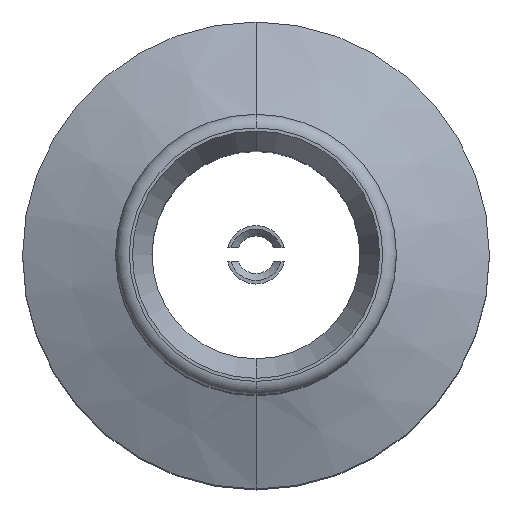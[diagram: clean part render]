
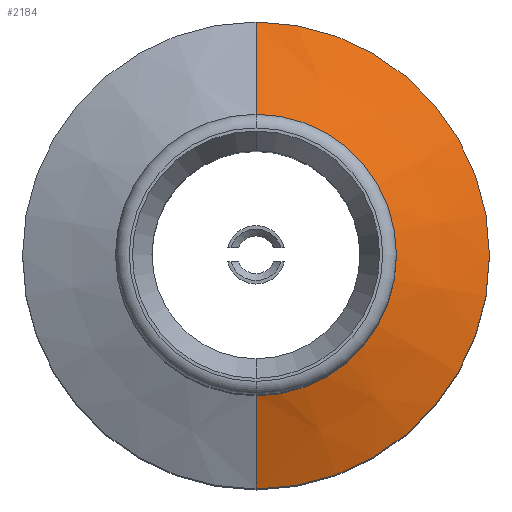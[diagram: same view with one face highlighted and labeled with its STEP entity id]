
A CAD part, top view. The second image highlights one B-rep face of the part: STEP entity #2184.
In plain terms, the highlighted conical face has half-angle 67.858 degrees and reference radius 3.4 mm.
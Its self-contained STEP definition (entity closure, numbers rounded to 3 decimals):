
#2 = CARTESIAN_POINT ( 'NONE',  ( 0., 3.4, 12.949 ) ) ;
#66 = VERTEX_POINT ( 'NONE', #1573 ) ;
#181 = ORIENTED_EDGE ( 'NONE', *, *, #1133, .T. ) ;
#300 = DIRECTION ( 'NONE',  ( 0., 0., -1. ) ) ;
#429 = EDGE_LOOP ( 'NONE', ( #181, #1099, #917, #1153 ) ) ;
#439 = CONICAL_SURFACE ( 'NONE', #1763, 3.4, 1.184 ) ;
#486 = CARTESIAN_POINT ( 'NONE',  ( 0., 0., 12.949 ) ) ;
#652 = CARTESIAN_POINT ( 'NONE',  ( 0., 2.045, 13.5 ) ) ;
#663 = VERTEX_POINT ( 'NONE', #2 ) ;
#672 = DIRECTION ( 'NONE',  ( 0., 1., 0. ) ) ;
#689 = CARTESIAN_POINT ( 'NONE',  ( 0., 0., 12.949 ) ) ;
#881 = FACE_OUTER_BOUND ( 'NONE', #429, .T. ) ;
#917 = ORIENTED_EDGE ( 'NONE', *, *, #1426, .F. ) ;
#1039 = CARTESIAN_POINT ( 'NONE',  ( 0., -2.045, 13.5 ) ) ;
#1041 = CARTESIAN_POINT ( 'NONE',  ( 0., -3.4, 12.949 ) ) ;
#1058 = DIRECTION ( 'NONE',  ( 0., 0., -1. ) ) ;
#1099 = ORIENTED_EDGE ( 'NONE', *, *, #1853, .T. ) ;
#1114 = VECTOR ( 'NONE', #1890, 1000. ) ;
#1133 = EDGE_CURVE ( 'NONE', #2270, #2321, #1883, .T. ) ;
#1142 = DIRECTION ( 'NONE',  ( 0., 0., -1. ) ) ;
#1153 = ORIENTED_EDGE ( 'NONE', *, *, #1704, .F. ) ;
#1301 = AXIS2_PLACEMENT_3D ( 'NONE', #1667, #1142, #2200 ) ;
#1380 = CARTESIAN_POINT ( 'NONE',  ( 0., 3.4, 12.949 ) ) ;
#1426 = EDGE_CURVE ( 'NONE', #663, #66, #1691, .T. ) ;
#1566 = LINE ( 'NONE', #1380, #1114 ) ;
#1573 = CARTESIAN_POINT ( 'NONE',  ( 0., -3.4, 12.949 ) ) ;
#1592 = LINE ( 'NONE', #1041, #1776 ) ;
#1667 = CARTESIAN_POINT ( 'NONE',  ( 0., 0., 13.5 ) ) ;
#1691 = CIRCLE ( 'NONE', #2261, 3.4 ) ;
#1704 = EDGE_CURVE ( 'NONE', #2270, #663, #1566, .T. ) ;
#1763 = AXIS2_PLACEMENT_3D ( 'NONE', #689, #1058, #672 ) ;
#1776 = VECTOR ( 'NONE', #2317, 1000. ) ;
#1817 = DIRECTION ( 'NONE',  ( 0., 1., 0. ) ) ;
#1853 = EDGE_CURVE ( 'NONE', #2321, #66, #1592, .T. ) ;
#1883 = CIRCLE ( 'NONE', #1301, 2.045 ) ;
#1890 = DIRECTION ( 'NONE',  ( 0., 0.926, -0.377 ) ) ;
#2184 = ADVANCED_FACE ( 'NONE', ( #881 ), #439, .T. ) ;
#2200 = DIRECTION ( 'NONE',  ( 0., 1., 0. ) ) ;
#2261 = AXIS2_PLACEMENT_3D ( 'NONE', #486, #300, #1817 ) ;
#2270 = VERTEX_POINT ( 'NONE', #652 ) ;
#2317 = DIRECTION ( 'NONE',  ( 0., -0.926, -0.377 ) ) ;
#2321 = VERTEX_POINT ( 'NONE', #1039 ) ;
